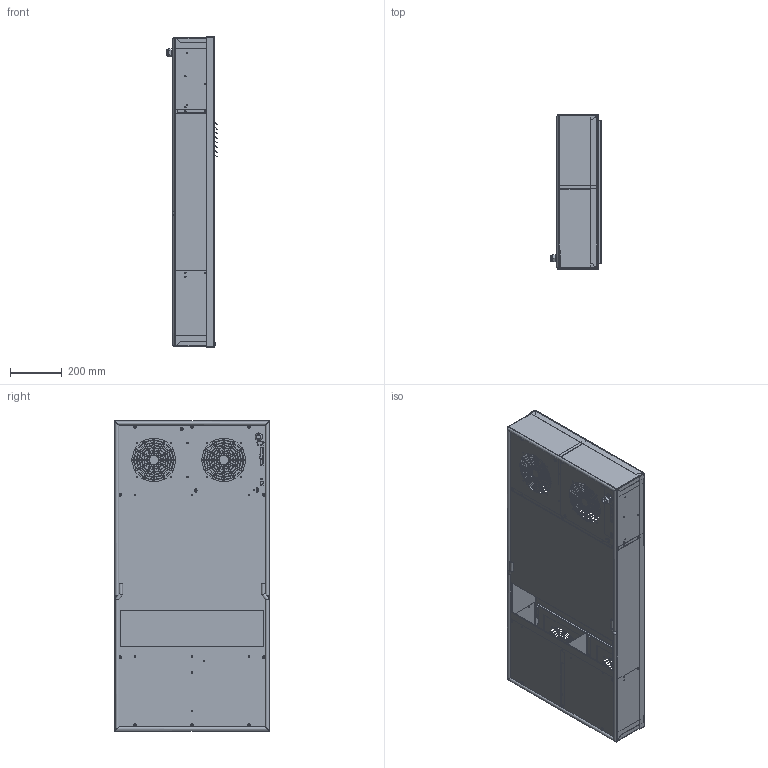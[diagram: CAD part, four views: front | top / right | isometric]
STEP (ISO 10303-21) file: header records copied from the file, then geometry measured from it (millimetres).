
FILE_DESCRIPTION( ( 'Unknown' ), '1' );
FILE_NAME( 'XVHA5.stp', 'Unknown', ( 'Unknown' ), ( 'Unknown' ), 'PSStep 14.0', 'Unknown', ' ' );
FILE_SCHEMA( ( 'AUTOMOTIVE_DESIGN { 1 0 10303 214 1 1 1 1 }' ) );
Length unit declared in the file: millimetre
Products named in the file (50): XVH50001; INSERTO-M4_CIR_AP_S-BORDO; Profilo posteriore interno telaio; Profilo laterale interno telaio; Profilo laterale interno telaio-oa0; Profilo interno rinforzo telaio; Profilo interno rinforzo telaio-oa1; Profilo interno rinforzo telaio-oa2; Profilo interno rinforzo telaio-oa3; Paratia divisorio ventilatori superiori telaio; Paratia divisorio ventilatori inferiori telaio; INSERTO-M6_CIR_AP_C-DISTANZIAE; INSERTO 4.2; INSERTO 4.2-oa4; INSERTO 4.2-oa5; INSERTO 4.2-oa6; INSERTO 4.2-oa7; INSERTO 4.2-oa8; INSERTO 4.2-oa9; INSERTO 4.2-oa10; INSERTO 4.2-oa11; INSERTO 4.2-oa12; INSERTO 4.2-oa13; INSERTO 4.2-oa14; Isolante posteriore telaio 580 x 423 x 3; Isolante schiena telaio; Isolante laterale telaio 147x608x3; Isolante laterale telaio; INSERTO M8 ESAGONALE APERTO A FILO _ 1201400103; INSERTO M6 ESAGONALE CHIUSO CON BORDO _ 1201400070; PERNO FILETTATO A PRESSIONE CP15 0 040.12; XVH50002; Profilo interno coperchio; Profilo interno coperchio-oa15; Linguetta di terra DOPPIA; Isolante coperchio 598 x 1198 x 3; Assem1; PRESSACAVO OBO PG16 _ 0354600111; GUARNIZIONE A FILO 14x8-oa16; GUARNIZIONE A FILO 14x8-oa17 ...
Assembly tree (84 placements, depth 3):
  Assem1
    PRESSACAVO OBO PG16 _ 0354600111
    GUARNIZIONE A FILO 14x8-oa16
    GUARNIZIONE A FILO 14x8-oa17
    GUARNIZIONE A FILO 14x8-oa18
    GUARNIZIONE A FILO 14x8-oa19
    GUARNIZIONE A FILO 14x8-oa20
    GUARNIZIONE A FILO 14x8-oa21
    GUARNIZIONE A FILO 14x8-oa22
    GUARNIZIONE A FILO 14x8-oa23
    GUARNIZIONE A FILO 14x8-oa24
    GUARNIZIONE A FILO 14x8-oa25
    XVH50001
      INSERTO-M4_CIR_AP_S-BORDO  x13
      Profilo posteriore interno telaio
      Profilo laterale interno telaio
      Profilo laterale interno telaio-oa0
      Profilo interno rinforzo telaio
      Profilo interno rinforzo telaio-oa1
      Profilo interno rinforzo telaio-oa2
      Profilo interno rinforzo telaio-oa3
      Paratia divisorio ventilatori superiori telaio
      Paratia divisorio ventilatori inferiori telaio
      INSERTO-M6_CIR_AP_C-DISTANZIAE  x2
      INSERTO 4.2
      INSERTO 4.2-oa4
      INSERTO 4.2-oa5
      INSERTO 4.2-oa6
      INSERTO 4.2-oa7
      INSERTO 4.2-oa8
      INSERTO 4.2-oa9
      INSERTO 4.2-oa10
      INSERTO 4.2-oa11
      INSERTO 4.2-oa12
      INSERTO 4.2-oa13
      INSERTO 4.2-oa14
      Isolante posteriore telaio 580 x 423 x 3
      Isolante schiena telaio
      Isolante laterale telaio 147x608x3  x2
      Isolante laterale telaio
      INSERTO M8 ESAGONALE APERTO A FILO _ 1201400103  x2
      XVH50001
      INSERTO M6 ESAGONALE CHIUSO CON BORDO _ 1201400070  x10
      PERNO FILETTATO A PRESSIONE CP15 0 040.12  x2
    XVH50002
      Profilo interno coperchio
      Profilo interno coperchio-oa15
      Linguetta di terra DOPPIA
      Isolante coperchio 598 x 1198 x 3
      XVH50002
      INSERTO M6 ESAGONALE CHIUSO CON BORDO _ 1201400070  x10
Bounding box: 195.61 x 600 x 1200 mm (x, y, z)
Volume: 5715398.4 mm3; surface area: 6750406.3 mm2
Topology: 82 solids, 82 shells, 3396 faces, 9388 edges, 6166 vertices
Faces by surface type: plane 2054, cylinder 1029, cone 296, bspline 16, torus 1
Full cylindrical faces by diameter (mm): 0.5 x3, 1 x1, 1.5 x2, 2 x2, 2.7 x2, 3 x12, 3.242 x13, 3.5 x1, 4 x4, 4.5 x88, 4.917 x22, 5 x13, 6 x26, 6.5 x4, 6.647 x2, 8 x2, 8.2 x20, 9 x4, 10 x2, 12 x22, 14 x3, 14.4 x1, 17.3 x1, 19 x1, 26 x1, 32 x1
Entity records: 117210 total; most frequent: CARTESIAN_POINT 17242, ORIENTED_EDGE 15688, DIRECTION 15538, EDGE_CURVE 7844, LINE 5716, VECTOR 5716, VERTEX_POINT 5267, AXIS2_PLACEMENT_3D 4911
